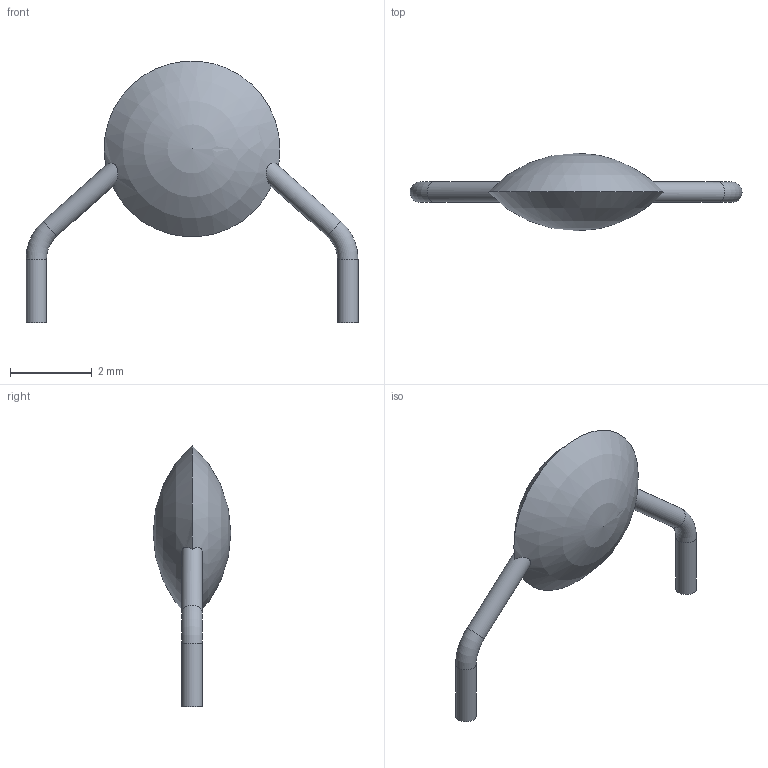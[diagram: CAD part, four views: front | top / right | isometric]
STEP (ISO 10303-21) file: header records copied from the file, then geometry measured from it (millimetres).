
FILE_DESCRIPTION(/* description */ (''),/* implementation_level */ '2;1');
FILE_NAME(/* name */ 'C_Disc_D4.3mm_W1.9mm_P7.62mm.step',/* time_stamp */ '2023-10-25T22:11:02+02:00',/* author */ (''),/* organization */ (''),/* preprocessor_version */ 'ST-DEVELOPER v20',/* originating_system */ 'Autodesk Translation Framework v12.14.0.127',/* authorisation */ '');
FILE_SCHEMA (('AUTOMOTIVE_DESIGN { 1 0 10303 214 3 1 1 }'));
Length unit declared in the file: millimetre
Products named in the file (1): C_Disc_D4.3mm_W1.9mm_P5.00mm
Bounding box: 8.12 x 1.9 x 6.39 mm (x, y, z)
Volume: 16.4 mm3; surface area: 48.6 mm2
Topology: 1 solids, 1 shells, 10 faces, 27 edges, 17 vertices
Faces by surface type: cylinder 4, torus 2, plane 2, sphere 2
Full cylindrical faces by diameter (mm): 0.5 x4
Entity records: 447 total; most frequent: CARTESIAN_POINT 137, DIRECTION 60, ORIENTED_EDGE 50, AXIS2_PLACEMENT_3D 28, EDGE_CURVE 25, CIRCLE 17, VERTEX_POINT 17, STYLED_ITEM 11
